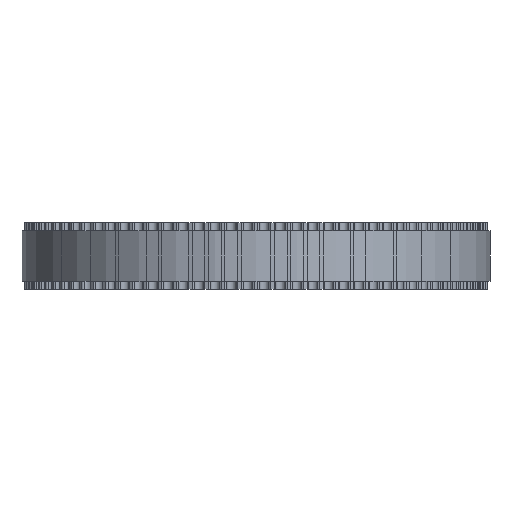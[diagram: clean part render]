
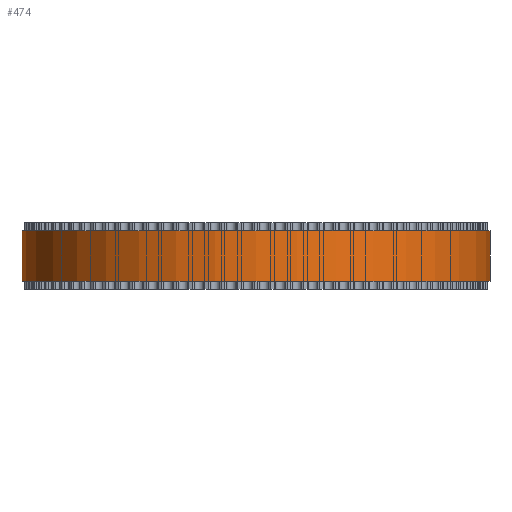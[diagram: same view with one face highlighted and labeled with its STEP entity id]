
A CAD part, front view. The second image highlights one B-rep face of the part: STEP entity #474.
In plain terms, the highlighted cylindrical face has radius 28.011 mm (diameter 56.023 mm), a full revolution.
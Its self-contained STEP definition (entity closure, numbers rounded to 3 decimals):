
#97=FACE_BOUND('',#1536,.T.);
#98=FACE_BOUND('',#1537,.T.);
#474=ADVANCED_FACE('',(#97,#98),#827,.T.);
#827=CYLINDRICAL_SURFACE('',#7887,28.011);
#1536=EDGE_LOOP('',(#4354));
#1537=EDGE_LOOP('',(#4355));
#4354=ORIENTED_EDGE('',*,*,#6118,.T.);
#4355=ORIENTED_EDGE('',*,*,#6119,.T.);
#5060=VERTEX_POINT('',#12480);
#5061=VERTEX_POINT('',#12482);
#6118=EDGE_CURVE('',#5060,#5060,#6824,.T.);
#6119=EDGE_CURVE('',#5061,#5061,#6825,.T.);
#6824=CIRCLE('',#7885,28.011);
#6825=CIRCLE('',#7886,28.011);
#7885=AXIS2_PLACEMENT_3D('',#12479,#10358,#10359);
#7886=AXIS2_PLACEMENT_3D('',#12481,#10360,#10361);
#7887=AXIS2_PLACEMENT_3D('',#12483,#10362,#10363);
#10358=DIRECTION('',(0.,0.,1.));
#10359=DIRECTION('',(1.,0.,0.));
#10360=DIRECTION('',(0.,0.,-1.));
#10361=DIRECTION('',(1.,0.,0.));
#10362=DIRECTION('',(0.,0.,1.));
#10363=DIRECTION('',(1.,0.,0.));
#12479=CARTESIAN_POINT('',(0.,0.,1.));
#12480=CARTESIAN_POINT('',(28.011,0.,1.));
#12481=CARTESIAN_POINT('',(0.,0.,7.));
#12482=CARTESIAN_POINT('',(28.011,0.,7.));
#12483=CARTESIAN_POINT('',(0.,0.,1.));
